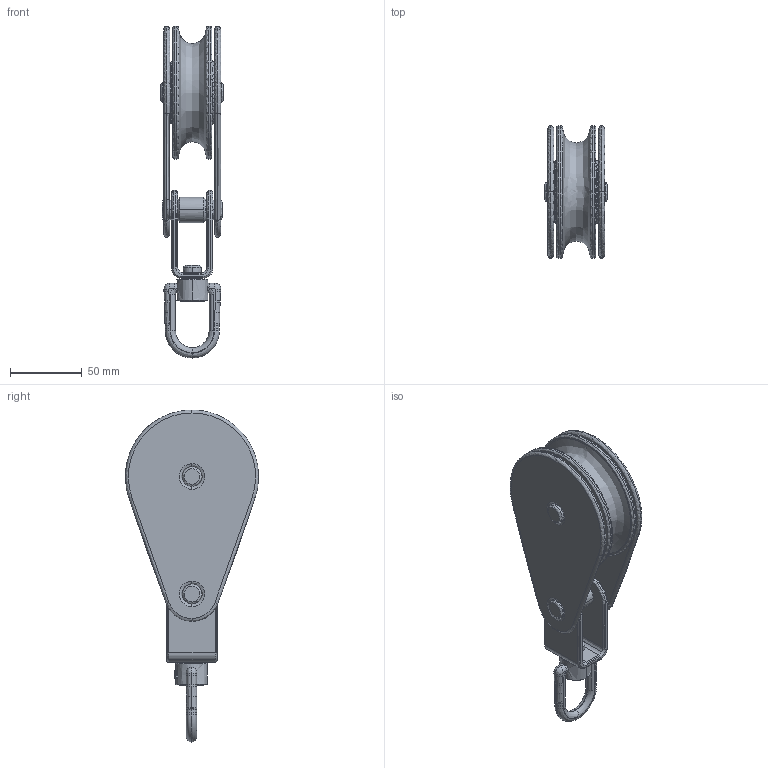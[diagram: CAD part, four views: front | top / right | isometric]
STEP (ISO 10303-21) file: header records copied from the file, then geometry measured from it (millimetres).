
FILE_DESCRIPTION(('FreeCAD Model'),'2;1');
FILE_NAME('Open CASCADE Shape Model','2025-04-26T04:39:32',('FreeCAD'),( 'FreeCAD'),'Open CASCADE STEP processor 7.6','FreeCAD','Unknown');
FILE_SCHEMA(('AUTOMOTIVE_DESIGN { 1 0 10303 214 1 1 1 1 }'));
Products named in the file (1): Open CASCADE STEP translator 7.6 1
Bounding box: 43.22 x 92.46 x 230.76 mm (x, y, z)
Volume: 253321 mm3; surface area: 85245.7 mm2
Topology: 8 solids, 8 shells, 731 faces, 1878 edges, 1156 vertices
Faces by surface type: bspline 731
Entity records: 38949 total; most frequent: CARTESIAN_POINT 28412, ORIENTED_EDGE 3706, EDGE_CURVE 1853, VERTEX_POINT 1156, B_SPLINE_CURVE_WITH_KNOTS 1108, FACE_BOUND 761, EDGE_LOOP 761, ADVANCED_FACE 731
